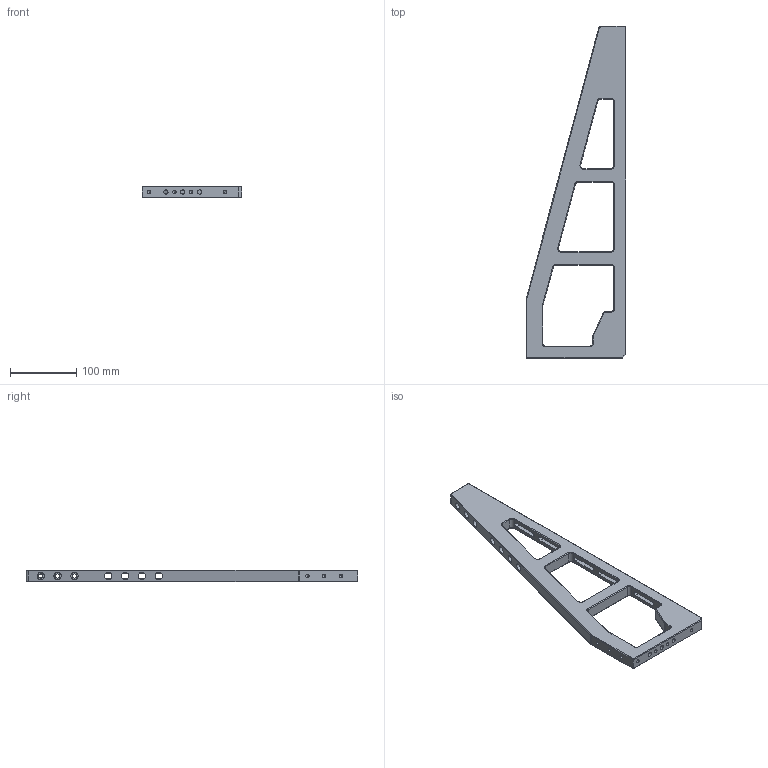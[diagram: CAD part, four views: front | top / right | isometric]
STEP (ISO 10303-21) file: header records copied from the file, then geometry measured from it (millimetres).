
FILE_DESCRIPTION (( 'STEP AP214' ), '1' );
FILE_NAME ('VBT1550.STEP', '2018-02-09T03:20:23', ( '' ), ( '' ), 'SwSTEP 2.0', 'SolidWorks 2016', '' );
FILE_SCHEMA (( 'AUTOMOTIVE_DESIGN' ));
Length unit declared in the file: millimetre
Products named in the file (2): U-F1-VBT1550E1-D0; VBT1550
Assembly tree (1 placements, depth 2):
  VBT1550
    U-F1-VBT1550E1-D0
Bounding box: 150 x 500 x 18 mm (x, y, z)
Volume: 485347.6 mm3; surface area: 115661.8 mm2
Topology: 1 solids, 1 shells, 225 faces, 557 edges, 323 vertices
Faces by surface type: cylinder 126, plane 37, torus 36, cone 26
Entity records: 6835 total; most frequent: DIRECTION 1209, CARTESIAN_POINT 1178, ORIENTED_EDGE 1062, EDGE_CURVE 531, AXIS2_PLACEMENT_3D 480, VERTEX_POINT 323, EDGE_LOOP 276, CIRCLE 251
